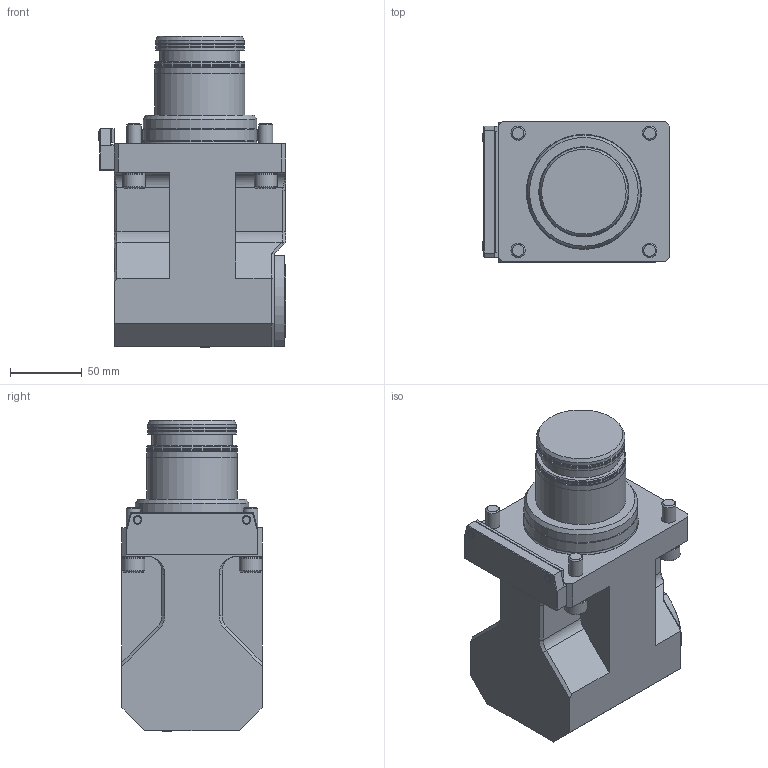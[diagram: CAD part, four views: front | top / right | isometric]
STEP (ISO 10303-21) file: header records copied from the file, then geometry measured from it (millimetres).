
FILE_DESCRIPTION(/* description */ (''),/* implementation_level */ '2;1');
FILE_NAME(/* name */ '1615982674231.stp',/* time_stamp */ '2021-03-17T13:04:41+01:00',/* author */ (''),/* organization */ ('SMS'),/* preprocessor_version */ 'ST-DEVELOPER v16.7',/* originating_system */ 'SIEMENS PLM Software NX 12.0',/* authorisation */ '');
FILE_SCHEMA (('AUTOMOTIVE_DESIGN { 1 0 10303 214 3 1 1 1 }'));
Length unit declared in the file: millimetre
Products named in the file (1): 203434406mod000_00
Bounding box: 131 x 98 x 217.55 mm (x, y, z)
Volume: 1655491.1 mm3; surface area: 118223.7 mm2
Topology: 1 solids, 1 shells, 193 faces, 428 edges, 273 vertices
Faces by surface type: plane 109, cylinder 40, cone 30, torus 6, sphere 5, bspline 3
Full cylindrical faces by diameter (mm): 3 x1, 6 x2, 10 x4, 16 x8, 39.2 x1, 50 x1, 56 x1, 58.8 x1, 59.8 x1, 62 x3, 63 x3, 63.08 x1, 79.5 x1, 80 x1, 80.5 x1
Entity records: 5137 total; most frequent: CARTESIAN_POINT 1121, DIRECTION 828, ORIENTED_EDGE 700, EDGE_CURVE 350, AXIS2_PLACEMENT_3D 314, EDGE_LOOP 288, VERTEX_POINT 254, LINE 200
